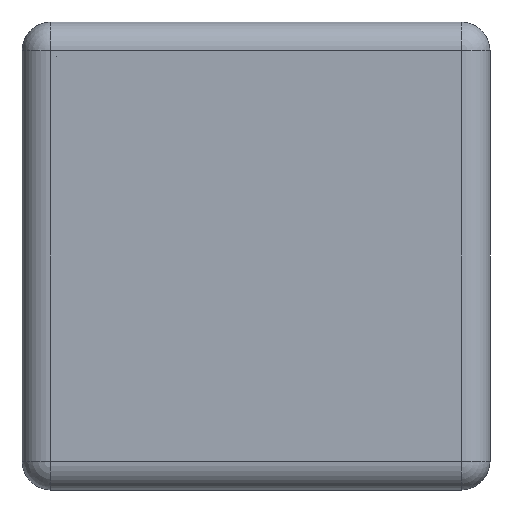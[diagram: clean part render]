
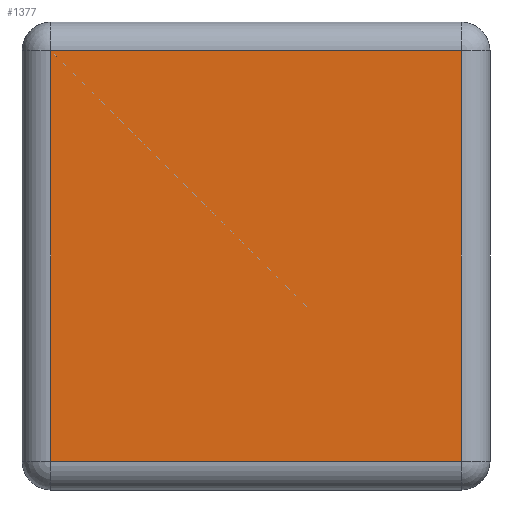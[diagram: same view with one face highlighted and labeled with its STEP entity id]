
A CAD part, left-side view. The second image highlights one B-rep face of the part: STEP entity #1377.
In plain terms, the highlighted planar face has unit normal (-1, 0, 0).
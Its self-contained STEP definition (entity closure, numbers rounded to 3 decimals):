
#1224 = VERTEX_POINT('',#1225);
#1225 = CARTESIAN_POINT('',(-1.055,0.71,0.1));
#1232 = EDGE_CURVE('',#1224,#1233,#1235,.T.);
#1233 = VERTEX_POINT('',#1234);
#1234 = CARTESIAN_POINT('',(-1.055,0.71,1.52));
#1235 = LINE('',#1236,#1237);
#1236 = CARTESIAN_POINT('',(-1.055,0.71,0.1));
#1237 = VECTOR('',#1238,1.);
#1238 = DIRECTION('',(0.,0.,1.));
#1377 = ADVANCED_FACE('',(#1378),#1403,.T.);
#1378 = FACE_BOUND('',#1379,.T.);
#1379 = EDGE_LOOP('',(#1380,#1381,#1389,#1397));
#1380 = ORIENTED_EDGE('',*,*,#1232,.F.);
#1381 = ORIENTED_EDGE('',*,*,#1382,.F.);
#1382 = EDGE_CURVE('',#1383,#1224,#1385,.T.);
#1383 = VERTEX_POINT('',#1384);
#1384 = CARTESIAN_POINT('',(-1.055,-0.71,0.1));
#1385 = LINE('',#1386,#1387);
#1386 = CARTESIAN_POINT('',(-1.055,-0.71,0.1));
#1387 = VECTOR('',#1388,1.);
#1388 = DIRECTION('',(0.,1.,-0.));
#1389 = ORIENTED_EDGE('',*,*,#1390,.F.);
#1390 = EDGE_CURVE('',#1391,#1383,#1393,.T.);
#1391 = VERTEX_POINT('',#1392);
#1392 = CARTESIAN_POINT('',(-1.055,-0.71,1.52));
#1393 = LINE('',#1394,#1395);
#1394 = CARTESIAN_POINT('',(-1.055,-0.71,1.52));
#1395 = VECTOR('',#1396,1.);
#1396 = DIRECTION('',(0.,0.,-1.));
#1397 = ORIENTED_EDGE('',*,*,#1398,.F.);
#1398 = EDGE_CURVE('',#1233,#1391,#1399,.T.);
#1399 = LINE('',#1400,#1401);
#1400 = CARTESIAN_POINT('',(-1.055,0.71,1.52));
#1401 = VECTOR('',#1402,1.);
#1402 = DIRECTION('',(0.,-1.,0.));
#1403 = PLANE('',#1404);
#1404 = AXIS2_PLACEMENT_3D('',#1405,#1406,#1407);
#1405 = CARTESIAN_POINT('',(-1.055,0.81,0.));
#1406 = DIRECTION('',(-1.,0.,0.));
#1407 = DIRECTION('',(0.,0.,1.));
